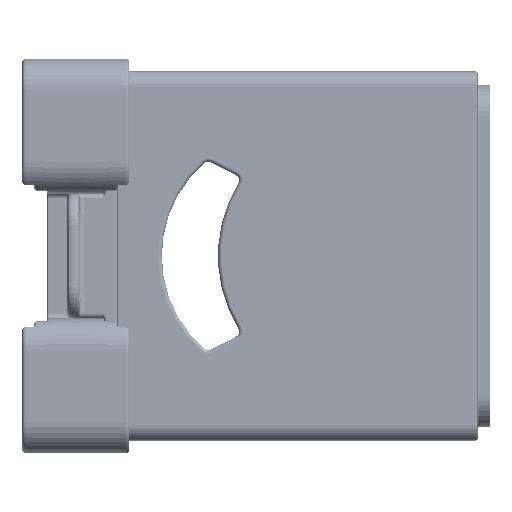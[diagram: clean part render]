
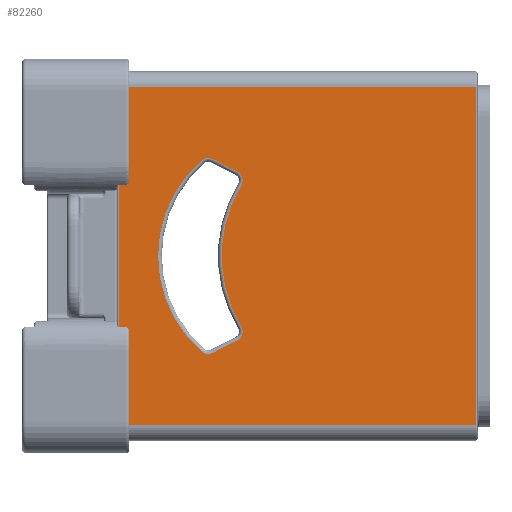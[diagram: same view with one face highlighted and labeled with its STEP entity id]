
A CAD part, left-side view. The second image highlights one B-rep face of the part: STEP entity #82260.
In plain terms, the highlighted planar face has unit normal (-1, 0, 0).
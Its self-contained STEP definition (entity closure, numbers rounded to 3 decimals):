
#15027 = LINE ( 'NONE', #17378, #15034 ) ;
#15034 = VECTOR ( 'NONE', #17392, 1000. ) ;
#15043 = CIRCLE ( 'NONE', #124769, 8. ) ;
#15044 = CIRCLE ( 'NONE', #124758, 109.296 ) ;
#15048 = CIRCLE ( 'NONE', #124760, 8. ) ;
#15050 = LINE ( 'NONE', #17466, #15053 ) ;
#15053 = VECTOR ( 'NONE', #17486, 1000. ) ;
#15057 = CIRCLE ( 'NONE', #124763, 8. ) ;
#15061 = CIRCLE ( 'NONE', #124765, 101.418 ) ;
#15064 = CIRCLE ( 'NONE', #124767, 8. ) ;
#15066 = LINE ( 'NONE', #17541, #15070 ) ;
#15070 = VECTOR ( 'NONE', #17561, 1000. ) ;
#15071 = LINE ( 'NONE', #17575, #15080 ) ;
#15078 = LINE ( 'NONE', #17584, #15087 ) ;
#15080 = VECTOR ( 'NONE', #17587, 1000. ) ;
#15082 = LINE ( 'NONE', #17591, #15094 ) ;
#15087 = VECTOR ( 'NONE', #17599, 1000. ) ;
#15094 = VECTOR ( 'NONE', #17609, 1000. ) ;
#17378 = CARTESIAN_POINT ( 'NONE',  ( -198., 289., -135.5 ) ) ;
#17392 = DIRECTION ( 'NONE',  ( 0., -1., 0. ) ) ;
#17448 = CARTESIAN_POINT ( 'NONE',  ( -198., 95.704, 0. ) ) ;
#17450 = DIRECTION ( 'NONE',  ( -1., 0., 0. ) ) ;
#17452 = DIRECTION ( 'NONE',  ( 0., 0., -1. ) ) ;
#17466 = CARTESIAN_POINT ( 'NONE',  ( -198., 187.004, -64.85 ) ) ;
#17468 = CARTESIAN_POINT ( 'NONE',  ( -198., 196.17, -60.539 ) ) ;
#17471 = DIRECTION ( 'NONE',  ( 1., 0., 0. ) ) ;
#17473 = DIRECTION ( 'NONE',  ( 0., 0., -1. ) ) ;
#17486 = DIRECTION ( 'NONE',  ( 0., 0.891, -0.454 ) ) ;
#17503 = CARTESIAN_POINT ( 'NONE',  ( -198., 215.822, -70.544 ) ) ;
#17505 = DIRECTION ( 'NONE',  ( 1., 0., 0. ) ) ;
#17507 = DIRECTION ( 'NONE',  ( 0., 0., -1. ) ) ;
#17521 = CARTESIAN_POINT ( 'NONE',  ( -198., 154.582, 0. ) ) ;
#17524 = DIRECTION ( 'NONE',  ( 1., 0., 0. ) ) ;
#17526 = DIRECTION ( 'NONE',  ( 0., 0., -1. ) ) ;
#17541 = CARTESIAN_POINT ( 'NONE',  ( -198., 296.57, 120.63 ) ) ;
#17544 = CARTESIAN_POINT ( 'NONE',  ( -198., 215.822, 70.544 ) ) ;
#17546 = DIRECTION ( 'NONE',  ( 1., 0., 0. ) ) ;
#17548 = DIRECTION ( 'NONE',  ( 0., 0., -1. ) ) ;
#17561 = DIRECTION ( 'NONE',  ( 0., -0.891, -0.454 ) ) ;
#17575 = CARTESIAN_POINT ( 'NONE',  ( -198., 289., 135.5 ) ) ;
#17578 = CARTESIAN_POINT ( 'NONE',  ( -198., 196.17, 60.539 ) ) ;
#17579 = DIRECTION ( 'NONE',  ( 1., 0., 0. ) ) ;
#17582 = DIRECTION ( 'NONE',  ( 0., 0., -1. ) ) ;
#17584 = CARTESIAN_POINT ( 'NONE',  ( -198., 287.5, -135.5 ) ) ;
#17587 = DIRECTION ( 'NONE',  ( 0., -1., 0. ) ) ;
#17591 = CARTESIAN_POINT ( 'NONE',  ( -198., 1.5, 135.5 ) ) ;
#17599 = DIRECTION ( 'NONE',  ( 0., 0., -1. ) ) ;
#17609 = DIRECTION ( 'NONE',  ( 0., 0., 1. ) ) ;
#32195 = AXIS2_PLACEMENT_3D ( 'NONE', #72773, #72783, #72785 ) ;
#37670 = FACE_BOUND ( 'NONE', #124865, .T. ) ;
#37685 = FACE_OUTER_BOUND ( 'NONE', #124875, .T. ) ;
#39542 = EDGE_CURVE ( 'NONE', #82992, #82981, #15027, .T. ) ;
#39548 = EDGE_CURVE ( 'NONE', #82994, #82983, #15044, .T. ) ;
#39550 = EDGE_CURVE ( 'NONE', #82983, #82996, #15048, .T. ) ;
#39552 = EDGE_CURVE ( 'NONE', #82996, #82997, #15050, .T. ) ;
#39554 = EDGE_CURVE ( 'NONE', #82997, #82998, #15057, .T. ) ;
#39556 = EDGE_CURVE ( 'NONE', #82998, #82999, #15061, .T. ) ;
#39558 = EDGE_CURVE ( 'NONE', #82999, #83000, #15064, .T. ) ;
#39560 = EDGE_CURVE ( 'NONE', #83000, #83001, #15066, .T. ) ;
#39562 = EDGE_CURVE ( 'NONE', #83001, #82994, #15043, .T. ) ;
#39564 = EDGE_CURVE ( 'NONE', #82979, #83002, #15071, .T. ) ;
#39566 = EDGE_CURVE ( 'NONE', #82979, #82992, #15078, .T. ) ;
#39568 = EDGE_CURVE ( 'NONE', #82981, #83002, #15082, .T. ) ;
#72773 = CARTESIAN_POINT ( 'NONE',  ( -198., 289., 135.5 ) ) ;
#72779 = PLANE ( 'NONE',  #32195 ) ;
#72783 = DIRECTION ( 'NONE',  ( 1., 0., 0. ) ) ;
#72785 = DIRECTION ( 'NONE',  ( 0., 0., -1. ) ) ;
#78986 = ORIENTED_EDGE ( 'NONE', *, *, #39548, .T. ) ;
#78987 = ORIENTED_EDGE ( 'NONE', *, *, #39550, .T. ) ;
#78988 = ORIENTED_EDGE ( 'NONE', *, *, #39552, .T. ) ;
#78989 = ORIENTED_EDGE ( 'NONE', *, *, #39554, .T. ) ;
#78990 = ORIENTED_EDGE ( 'NONE', *, *, #39556, .T. ) ;
#78991 = ORIENTED_EDGE ( 'NONE', *, *, #39558, .T. ) ;
#78992 = ORIENTED_EDGE ( 'NONE', *, *, #39560, .T. ) ;
#78993 = ORIENTED_EDGE ( 'NONE', *, *, #39562, .T. ) ;
#78994 = ORIENTED_EDGE ( 'NONE', *, *, #39564, .F. ) ;
#78995 = ORIENTED_EDGE ( 'NONE', *, *, #39566, .T. ) ;
#78997 = ORIENTED_EDGE ( 'NONE', *, *, #39542, .T. ) ;
#78999 = ORIENTED_EDGE ( 'NONE', *, *, #39568, .T. ) ;
#82260 = ADVANCED_FACE ( 'NONE', ( #37670, #37685 ), #72779, .F. ) ;
#82979 = VERTEX_POINT ( 'NONE', #90480 ) ;
#82981 = VERTEX_POINT ( 'NONE', #90483 ) ;
#82983 = VERTEX_POINT ( 'NONE', #90487 ) ;
#82992 = VERTEX_POINT ( 'NONE', #90502 ) ;
#82994 = VERTEX_POINT ( 'NONE', #90506 ) ;
#82996 = VERTEX_POINT ( 'NONE', #90509 ) ;
#82997 = VERTEX_POINT ( 'NONE', #90511 ) ;
#82998 = VERTEX_POINT ( 'NONE', #90513 ) ;
#82999 = VERTEX_POINT ( 'NONE', #90515 ) ;
#83000 = VERTEX_POINT ( 'NONE', #90516 ) ;
#83001 = VERTEX_POINT ( 'NONE', #90518 ) ;
#83002 = VERTEX_POINT ( 'NONE', #90520 ) ;
#90480 = CARTESIAN_POINT ( 'NONE',  ( -198., 287.5, 135.5 ) ) ;
#90483 = CARTESIAN_POINT ( 'NONE',  ( -198., 1.5, -135.5 ) ) ;
#90487 = CARTESIAN_POINT ( 'NONE',  ( -198., 189.318, -56.41 ) ) ;
#90502 = CARTESIAN_POINT ( 'NONE',  ( -198., 287.5, -135.5 ) ) ;
#90506 = CARTESIAN_POINT ( 'NONE',  ( -198., 189.318, 56.41 ) ) ;
#90509 = CARTESIAN_POINT ( 'NONE',  ( -198., 192.54, -67.669 ) ) ;
#90511 = CARTESIAN_POINT ( 'NONE',  ( -198., 212.193, -77.674 ) ) ;
#90513 = CARTESIAN_POINT ( 'NONE',  ( -198., 221.067, -76.586 ) ) ;
#90515 = CARTESIAN_POINT ( 'NONE',  ( -198., 221.067, 76.586 ) ) ;
#90516 = CARTESIAN_POINT ( 'NONE',  ( -198., 212.193, 77.674 ) ) ;
#90518 = CARTESIAN_POINT ( 'NONE',  ( -198., 192.54, 67.669 ) ) ;
#90520 = CARTESIAN_POINT ( 'NONE',  ( -198., 1.5, 135.5 ) ) ;
#124758 = AXIS2_PLACEMENT_3D ( 'NONE', #17448, #17450, #17452 ) ;
#124760 = AXIS2_PLACEMENT_3D ( 'NONE', #17468, #17471, #17473 ) ;
#124763 = AXIS2_PLACEMENT_3D ( 'NONE', #17503, #17505, #17507 ) ;
#124765 = AXIS2_PLACEMENT_3D ( 'NONE', #17521, #17524, #17526 ) ;
#124767 = AXIS2_PLACEMENT_3D ( 'NONE', #17544, #17546, #17548 ) ;
#124769 = AXIS2_PLACEMENT_3D ( 'NONE', #17578, #17579, #17582 ) ;
#124865 = EDGE_LOOP ( 'NONE', ( #78986, #78987, #78988, #78989, #78990, #78991, #78992, #78993 ) ) ;
#124875 = EDGE_LOOP ( 'NONE', ( #78994, #78995, #78997, #78999 ) ) ;
